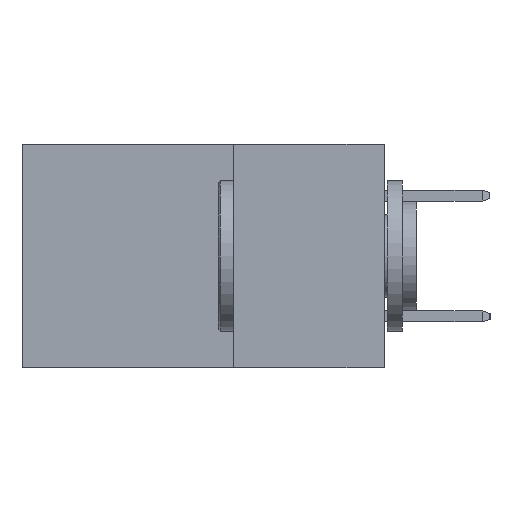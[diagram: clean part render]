
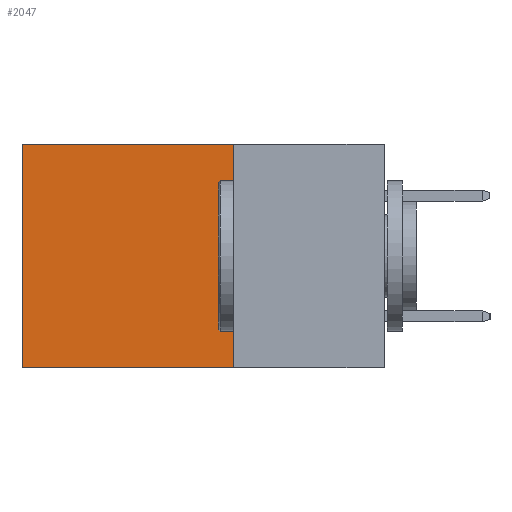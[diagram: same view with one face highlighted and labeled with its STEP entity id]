
A CAD part, left-side view. The second image highlights one B-rep face of the part: STEP entity #2047.
In plain terms, the highlighted planar face has unit normal (-1, 0, 0).
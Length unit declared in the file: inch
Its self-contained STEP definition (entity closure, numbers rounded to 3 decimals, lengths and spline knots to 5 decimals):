
#42 = VERTEX_POINT ( 'NONE', #2638 ) ;
#1136 = LINE ( 'NONE', #9103, #6275 ) ;
#1290 = EDGE_CURVE ( 'NONE', #9438, #42, #11611, .T. ) ;
#1871 = CARTESIAN_POINT ( 'NONE',  ( 0.2615, 0.25, 0. ) ) ;
#2047 = ADVANCED_FACE ( 'NONE', ( #5493 ), #4663, .F. ) ;
#2159 = DIRECTION ( 'NONE',  ( 0., 0., -1. ) ) ;
#2462 = AXIS2_PLACEMENT_3D ( 'NONE', #5153, #4445, #4258 ) ;
#2638 = CARTESIAN_POINT ( 'NONE',  ( 0.2615, 0.25, -0.37 ) ) ;
#3317 = VERTEX_POINT ( 'NONE', #10028 ) ;
#3655 = ORIENTED_EDGE ( 'NONE', *, *, #8853, .T. ) ;
#3845 = CARTESIAN_POINT ( 'NONE',  ( 0.2615, 0.25, 0. ) ) ;
#3847 = VECTOR ( 'NONE', #2159, 39.37008 ) ;
#4196 = ORIENTED_EDGE ( 'NONE', *, *, #5190, .F. ) ;
#4258 = DIRECTION ( 'NONE',  ( 0., 0., -1. ) ) ;
#4357 = ORIENTED_EDGE ( 'NONE', *, *, #1290, .F. ) ;
#4445 = DIRECTION ( 'NONE',  ( 1., 0., 0. ) ) ;
#4473 = ORIENTED_EDGE ( 'NONE', *, *, #9496, .T. ) ;
#4663 = PLANE ( 'NONE',  #2462 ) ;
#5153 = CARTESIAN_POINT ( 'NONE',  ( 0.2615, 0.25, -0.37 ) ) ;
#5190 = EDGE_CURVE ( 'NONE', #42, #7523, #1136, .T. ) ;
#5493 = FACE_OUTER_BOUND ( 'NONE', #12175, .T. ) ;
#6275 = VECTOR ( 'NONE', #9140, 39.37008 ) ;
#7041 = CARTESIAN_POINT ( 'NONE',  ( 0.2615, 0.6, -0.37 ) ) ;
#7442 = VECTOR ( 'NONE', #9545, 39.37008 ) ;
#7523 = VERTEX_POINT ( 'NONE', #11509 ) ;
#8027 = LINE ( 'NONE', #1871, #7442 ) ;
#8853 = EDGE_CURVE ( 'NONE', #3317, #7523, #10929, .T. ) ;
#9103 = CARTESIAN_POINT ( 'NONE',  ( 0.2615, 0.25, -0.37 ) ) ;
#9140 = DIRECTION ( 'NONE',  ( 0., 1., 0. ) ) ;
#9311 = VECTOR ( 'NONE', #10634, 39.37008 ) ;
#9438 = VERTEX_POINT ( 'NONE', #3845 ) ;
#9496 = EDGE_CURVE ( 'NONE', #9438, #3317, #8027, .T. ) ;
#9545 = DIRECTION ( 'NONE',  ( 0., 1., 0. ) ) ;
#10028 = CARTESIAN_POINT ( 'NONE',  ( 0.2615, 0.6, 0. ) ) ;
#10587 = CARTESIAN_POINT ( 'NONE',  ( 0.2615, 0.25, -0.37 ) ) ;
#10634 = DIRECTION ( 'NONE',  ( 0., 0., -1. ) ) ;
#10929 = LINE ( 'NONE', #7041, #3847 ) ;
#11509 = CARTESIAN_POINT ( 'NONE',  ( 0.2615, 0.6, -0.37 ) ) ;
#11611 = LINE ( 'NONE', #10587, #9311 ) ;
#12175 = EDGE_LOOP ( 'NONE', ( #3655, #4196, #4357, #4473 ) ) ;
